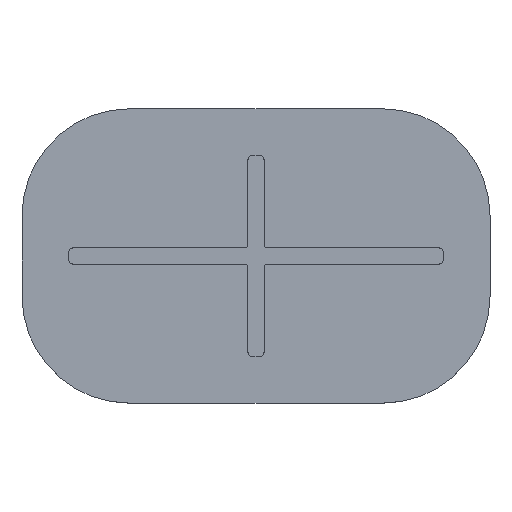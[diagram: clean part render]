
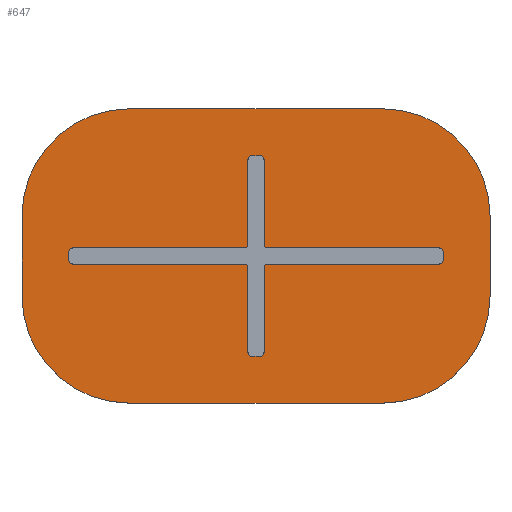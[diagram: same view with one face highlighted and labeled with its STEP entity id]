
A CAD part, top view. The second image highlights one B-rep face of the part: STEP entity #647.
In plain terms, the highlighted planar face has unit normal (0, 0, 1).
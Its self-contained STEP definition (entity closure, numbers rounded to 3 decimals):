
#14=FACE_BOUND($,#83,.T.);
#15=FACE_BOUND($,#84,.T.);
#23=PLANE($,#699);
#83=EDGE_LOOP($,(#481,#482,#483,#484,#485,#486,#487,#488,#489,#490,#491,
#492,#493,#494,#495,#496,#497,#498,#499,#500,#501,#502,#503,#504));
#84=EDGE_LOOP($,(#505,#506,#507,#508,#509,#510,#511,#512));
#107=LINE($,#950,#171);
#111=LINE($,#962,#175);
#116=LINE($,#977,#180);
#120=LINE($,#989,#184);
#125=LINE($,#1004,#189);
#131=LINE($,#1019,#195);
#134=LINE($,#1028,#198);
#135=LINE($,#1031,#199);
#136=LINE($,#1034,#200);
#137=LINE($,#1038,#201);
#138=LINE($,#1042,#202);
#139=LINE($,#1046,#203);
#140=LINE($,#1052,#204);
#141=LINE($,#1056,#205);
#142=LINE($,#1060,#206);
#143=LINE($,#1063,#207);
#171=VECTOR($,#750,6.);
#175=VECTOR($,#762,63.);
#180=VECTOR($,#775,6.);
#184=VECTOR($,#787,128.);
#189=VECTOR($,#800,128.);
#195=VECTOR($,#814,6.);
#198=VECTOR($,#825,128.);
#199=VECTOR($,#828,63.);
#200=VECTOR($,#831,128.);
#201=VECTOR($,#834,63.);
#202=VECTOR($,#837,6.);
#203=VECTOR($,#840,63.);
#204=VECTOR($,#845,60.);
#205=VECTOR($,#848,190.);
#206=VECTOR($,#851,60.);
#207=VECTOR($,#854,190.);
#234=CIRCLE($,#673,3.);
#236=CIRCLE($,#677,3.);
#238=CIRCLE($,#681,3.);
#240=CIRCLE($,#685,3.);
#242=CIRCLE($,#689,3.);
#244=CIRCLE($,#693,3.);
#245=CIRCLE($,#696,3.);
#247=CIRCLE($,#700,3.);
#248=CIRCLE($,#701,3.);
#249=CIRCLE($,#702,3.);
#250=CIRCLE($,#703,3.);
#251=CIRCLE($,#704,3.);
#252=CIRCLE($,#705,80.);
#253=CIRCLE($,#706,80.);
#254=CIRCLE($,#707,80.);
#255=CIRCLE($,#708,80.);
#267=VERTEX_POINT($,#943);
#268=VERTEX_POINT($,#945);
#269=VERTEX_POINT($,#949);
#272=VERTEX_POINT($,#957);
#273=VERTEX_POINT($,#961);
#277=VERTEX_POINT($,#970);
#278=VERTEX_POINT($,#972);
#279=VERTEX_POINT($,#976);
#282=VERTEX_POINT($,#984);
#283=VERTEX_POINT($,#988);
#287=VERTEX_POINT($,#997);
#288=VERTEX_POINT($,#999);
#289=VERTEX_POINT($,#1003);
#293=VERTEX_POINT($,#1012);
#294=VERTEX_POINT($,#1014);
#295=VERTEX_POINT($,#1021);
#297=VERTEX_POINT($,#1030);
#298=VERTEX_POINT($,#1033);
#299=VERTEX_POINT($,#1035);
#300=VERTEX_POINT($,#1037);
#301=VERTEX_POINT($,#1039);
#302=VERTEX_POINT($,#1041);
#303=VERTEX_POINT($,#1043);
#304=VERTEX_POINT($,#1045);
#305=VERTEX_POINT($,#1048);
#306=VERTEX_POINT($,#1049);
#307=VERTEX_POINT($,#1051);
#308=VERTEX_POINT($,#1053);
#309=VERTEX_POINT($,#1055);
#310=VERTEX_POINT($,#1057);
#311=VERTEX_POINT($,#1059);
#312=VERTEX_POINT($,#1061);
#331=EDGE_CURVE($,#267,#268,#234,.T.);
#333=EDGE_CURVE($,#269,#268,#107,.T.);
#337=EDGE_CURVE($,#269,#272,#236,.T.);
#339=EDGE_CURVE($,#273,#272,#111,.T.);
#344=EDGE_CURVE($,#277,#278,#238,.T.);
#346=EDGE_CURVE($,#279,#278,#116,.T.);
#350=EDGE_CURVE($,#279,#282,#240,.T.);
#352=EDGE_CURVE($,#283,#282,#120,.T.);
#357=EDGE_CURVE($,#287,#288,#242,.T.);
#359=EDGE_CURVE($,#289,#288,#125,.T.);
#364=EDGE_CURVE($,#293,#294,#244,.T.);
#367=EDGE_CURVE($,#287,#294,#131,.T.);
#368=EDGE_CURVE($,#273,#295,#245,.T.);
#372=EDGE_CURVE($,#277,#295,#134,.T.);
#373=EDGE_CURVE($,#267,#297,#135,.T.);
#374=EDGE_CURVE($,#289,#297,#247,.T.);
#375=EDGE_CURVE($,#293,#298,#136,.T.);
#376=EDGE_CURVE($,#299,#298,#248,.T.);
#377=EDGE_CURVE($,#299,#300,#137,.T.);
#378=EDGE_CURVE($,#301,#300,#249,.T.);
#379=EDGE_CURVE($,#301,#302,#138,.T.);
#380=EDGE_CURVE($,#303,#302,#250,.T.);
#381=EDGE_CURVE($,#303,#304,#139,.T.);
#382=EDGE_CURVE($,#283,#304,#251,.T.);
#383=EDGE_CURVE($,#305,#306,#252,.T.);
#384=EDGE_CURVE($,#307,#305,#140,.T.);
#385=EDGE_CURVE($,#308,#307,#253,.T.);
#386=EDGE_CURVE($,#309,#308,#141,.T.);
#387=EDGE_CURVE($,#310,#309,#254,.T.);
#388=EDGE_CURVE($,#311,#310,#142,.T.);
#389=EDGE_CURVE($,#312,#311,#255,.T.);
#390=EDGE_CURVE($,#306,#312,#143,.T.);
#481=ORIENTED_EDGE($,*,*,#368,.F.);
#482=ORIENTED_EDGE($,*,*,#339,.T.);
#483=ORIENTED_EDGE($,*,*,#337,.F.);
#484=ORIENTED_EDGE($,*,*,#333,.T.);
#485=ORIENTED_EDGE($,*,*,#331,.F.);
#486=ORIENTED_EDGE($,*,*,#373,.T.);
#487=ORIENTED_EDGE($,*,*,#374,.F.);
#488=ORIENTED_EDGE($,*,*,#359,.T.);
#489=ORIENTED_EDGE($,*,*,#357,.F.);
#490=ORIENTED_EDGE($,*,*,#367,.T.);
#491=ORIENTED_EDGE($,*,*,#364,.F.);
#492=ORIENTED_EDGE($,*,*,#375,.T.);
#493=ORIENTED_EDGE($,*,*,#376,.F.);
#494=ORIENTED_EDGE($,*,*,#377,.T.);
#495=ORIENTED_EDGE($,*,*,#378,.F.);
#496=ORIENTED_EDGE($,*,*,#379,.T.);
#497=ORIENTED_EDGE($,*,*,#380,.F.);
#498=ORIENTED_EDGE($,*,*,#381,.T.);
#499=ORIENTED_EDGE($,*,*,#382,.F.);
#500=ORIENTED_EDGE($,*,*,#352,.T.);
#501=ORIENTED_EDGE($,*,*,#350,.F.);
#502=ORIENTED_EDGE($,*,*,#346,.T.);
#503=ORIENTED_EDGE($,*,*,#344,.F.);
#504=ORIENTED_EDGE($,*,*,#372,.T.);
#505=ORIENTED_EDGE($,*,*,#383,.F.);
#506=ORIENTED_EDGE($,*,*,#384,.F.);
#507=ORIENTED_EDGE($,*,*,#385,.F.);
#508=ORIENTED_EDGE($,*,*,#386,.F.);
#509=ORIENTED_EDGE($,*,*,#387,.F.);
#510=ORIENTED_EDGE($,*,*,#388,.F.);
#511=ORIENTED_EDGE($,*,*,#389,.F.);
#512=ORIENTED_EDGE($,*,*,#390,.F.);
#647=ADVANCED_FACE($,(#14,#15),#23,.T.);
#673=AXIS2_PLACEMENT_3D($,#946,#745,#746);
#677=AXIS2_PLACEMENT_3D($,#958,#757,#758);
#681=AXIS2_PLACEMENT_3D($,#973,#770,#771);
#685=AXIS2_PLACEMENT_3D($,#985,#782,#783);
#689=AXIS2_PLACEMENT_3D($,#1000,#795,#796);
#693=AXIS2_PLACEMENT_3D($,#1015,#808,#809);
#696=AXIS2_PLACEMENT_3D($,#1022,#817,#818);
#699=AXIS2_PLACEMENT_3D($,#1029,#826,#827);
#700=AXIS2_PLACEMENT_3D($,#1032,#829,#830);
#701=AXIS2_PLACEMENT_3D($,#1036,#832,#833);
#702=AXIS2_PLACEMENT_3D($,#1040,#835,#836);
#703=AXIS2_PLACEMENT_3D($,#1044,#838,#839);
#704=AXIS2_PLACEMENT_3D($,#1047,#841,#842);
#705=AXIS2_PLACEMENT_3D($,#1050,#843,#844);
#706=AXIS2_PLACEMENT_3D($,#1054,#846,#847);
#707=AXIS2_PLACEMENT_3D($,#1058,#849,#850);
#708=AXIS2_PLACEMENT_3D($,#1062,#852,#853);
#745=DIRECTION('center_axis',(0.,0.,1.));
#746=DIRECTION('ref_axis',(-0.707,-0.707,0.));
#750=DIRECTION($,(-1.,0.,0.));
#757=DIRECTION('center_axis',(0.,0.,1.));
#758=DIRECTION('ref_axis',(0.707,-0.707,0.));
#762=DIRECTION($,(0.,-1.,0.));
#770=DIRECTION('center_axis',(0.,0.,1.));
#771=DIRECTION('ref_axis',(0.707,-0.707,0.));
#775=DIRECTION($,(0.,-1.,0.));
#782=DIRECTION('center_axis',(0.,0.,1.));
#783=DIRECTION('ref_axis',(0.707,0.707,0.));
#787=DIRECTION($,(1.,0.,0.));
#795=DIRECTION('center_axis',(0.,0.,1.));
#796=DIRECTION('ref_axis',(-0.707,-0.707,0.));
#800=DIRECTION($,(-1.,0.,0.));
#808=DIRECTION('center_axis',(0.,0.,1.));
#809=DIRECTION('ref_axis',(-0.707,0.707,0.));
#814=DIRECTION($,(0.,1.,0.));
#817=DIRECTION('center_axis',(0.,0.,-1.));
#818=DIRECTION('ref_axis',(-0.707,0.707,0.));
#825=DIRECTION($,(-1.,0.,0.));
#826=DIRECTION('center_axis',(0.,0.,1.));
#827=DIRECTION('ref_axis',(1.,0.,0.));
#828=DIRECTION($,(0.,1.,0.));
#829=DIRECTION('center_axis',(0.,0.,-1.));
#830=DIRECTION('ref_axis',(0.707,0.707,0.));
#831=DIRECTION($,(1.,0.,0.));
#832=DIRECTION('center_axis',(0.,0.,-1.));
#833=DIRECTION('ref_axis',(0.707,-0.707,0.));
#834=DIRECTION($,(0.,1.,0.));
#835=DIRECTION('center_axis',(0.,0.,1.));
#836=DIRECTION('ref_axis',(-0.707,0.707,0.));
#837=DIRECTION($,(1.,0.,0.));
#838=DIRECTION('center_axis',(0.,0.,1.));
#839=DIRECTION('ref_axis',(0.707,0.707,0.));
#840=DIRECTION($,(0.,-1.,0.));
#841=DIRECTION('center_axis',(0.,0.,-1.));
#842=DIRECTION('ref_axis',(-0.707,-0.707,0.));
#843=DIRECTION('center_axis',(0.,0.,-1.));
#844=DIRECTION('ref_axis',(-0.707,0.707,0.));
#845=DIRECTION($,(0.,1.,0.));
#846=DIRECTION('center_axis',(0.,0.,-1.));
#847=DIRECTION('ref_axis',(-0.707,-0.707,0.));
#848=DIRECTION($,(-1.,0.,0.));
#849=DIRECTION('center_axis',(0.,0.,-1.));
#850=DIRECTION('ref_axis',(0.707,-0.707,0.));
#851=DIRECTION($,(0.,-1.,0.));
#852=DIRECTION('center_axis',(0.,0.,-1.));
#853=DIRECTION('ref_axis',(0.707,0.707,0.));
#854=DIRECTION($,(1.,0.,0.));
#943=CARTESIAN_POINT('',(-6.,-72.,0.));
#945=CARTESIAN_POINT('',(-3.,-75.,0.));
#946=CARTESIAN_POINT('Origin',(-3.,-72.,0.));
#949=CARTESIAN_POINT('',(3.,-75.,0.));
#950=CARTESIAN_POINT($,(3.,-75.,0.));
#957=CARTESIAN_POINT('',(6.,-72.,0.));
#958=CARTESIAN_POINT('Origin',(3.,-72.,0.));
#961=CARTESIAN_POINT('',(6.,-9.,0.));
#962=CARTESIAN_POINT($,(6.,-3.,0.));
#970=CARTESIAN_POINT('',(137.,-6.,0.));
#972=CARTESIAN_POINT('',(140.,-3.,0.));
#973=CARTESIAN_POINT('Origin',(137.,-3.,0.));
#976=CARTESIAN_POINT('',(140.,3.,0.));
#977=CARTESIAN_POINT($,(140.,3.,0.));
#984=CARTESIAN_POINT('',(137.,6.,0.));
#985=CARTESIAN_POINT('Origin',(137.,3.,0.));
#988=CARTESIAN_POINT('',(9.,6.,0.));
#989=CARTESIAN_POINT($,(3.,6.,0.));
#997=CARTESIAN_POINT('',(-140.,-3.,0.));
#999=CARTESIAN_POINT('',(-137.,-6.,0.));
#1000=CARTESIAN_POINT('Origin',(-137.,-3.,0.));
#1003=CARTESIAN_POINT('',(-9.,-6.,0.));
#1004=CARTESIAN_POINT($,(-3.,-6.,0.));
#1012=CARTESIAN_POINT('',(-137.,6.,0.));
#1014=CARTESIAN_POINT('',(-140.,3.,0.));
#1015=CARTESIAN_POINT('Origin',(-137.,3.,0.));
#1019=CARTESIAN_POINT($,(-140.,-3.,0.));
#1021=CARTESIAN_POINT('',(9.,-6.,0.));
#1022=CARTESIAN_POINT('Origin',(9.,-9.,0.));
#1028=CARTESIAN_POINT($,(70.,-6.,0.));
#1029=CARTESIAN_POINT('Origin',(0.,0.,0.));
#1030=CARTESIAN_POINT('',(-6.,-9.,0.));
#1031=CARTESIAN_POINT($,(-6.,-37.5,0.));
#1032=CARTESIAN_POINT('Origin',(-9.,-9.,0.));
#1033=CARTESIAN_POINT('',(-9.,6.,0.));
#1034=CARTESIAN_POINT($,(-70.,6.,0.));
#1035=CARTESIAN_POINT('',(-6.,9.,0.));
#1036=CARTESIAN_POINT('Origin',(-9.,9.,0.));
#1037=CARTESIAN_POINT('',(-6.,72.,0.));
#1038=CARTESIAN_POINT($,(-6.,3.,0.));
#1039=CARTESIAN_POINT('',(-3.,75.,0.));
#1040=CARTESIAN_POINT('Origin',(-3.,72.,0.));
#1041=CARTESIAN_POINT('',(3.,75.,0.));
#1042=CARTESIAN_POINT($,(-3.,75.,0.));
#1043=CARTESIAN_POINT('',(6.,72.,0.));
#1044=CARTESIAN_POINT('Origin',(3.,72.,0.));
#1045=CARTESIAN_POINT('',(6.,9.,0.));
#1046=CARTESIAN_POINT($,(6.,37.5,0.));
#1047=CARTESIAN_POINT('Origin',(9.,9.,0.));
#1048=CARTESIAN_POINT('',(-175.,30.,0.));
#1049=CARTESIAN_POINT('',(-95.,110.,0.));
#1050=CARTESIAN_POINT('Origin',(-95.,30.,0.));
#1051=CARTESIAN_POINT('',(-175.,-30.,0.));
#1052=CARTESIAN_POINT($,(-175.,-110.,0.));
#1053=CARTESIAN_POINT('',(-95.,-110.,0.));
#1054=CARTESIAN_POINT('Origin',(-95.,-30.,0.));
#1055=CARTESIAN_POINT('',(95.,-110.,0.));
#1056=CARTESIAN_POINT($,(175.,-110.,0.));
#1057=CARTESIAN_POINT('',(175.,-30.,0.));
#1058=CARTESIAN_POINT('Origin',(95.,-30.,0.));
#1059=CARTESIAN_POINT('',(175.,30.,0.));
#1060=CARTESIAN_POINT($,(175.,110.,0.));
#1061=CARTESIAN_POINT('',(95.,110.,0.));
#1062=CARTESIAN_POINT('Origin',(95.,30.,0.));
#1063=CARTESIAN_POINT($,(-175.,110.,0.));
